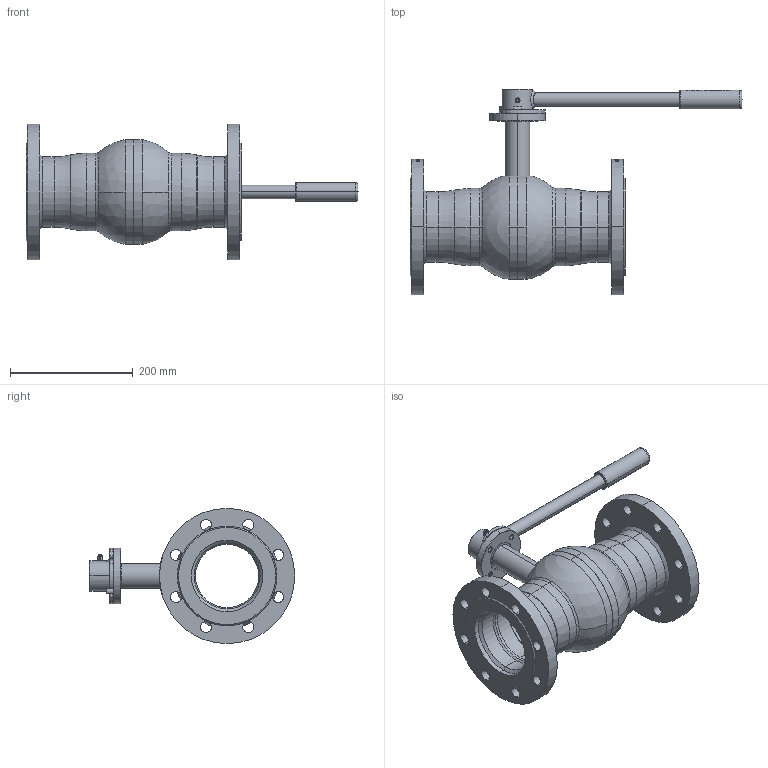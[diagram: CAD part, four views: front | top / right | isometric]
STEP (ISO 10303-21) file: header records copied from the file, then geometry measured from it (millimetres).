
FILE_DESCRIPTION (( 'STEP AP214' ), '1' );
FILE_NAME ('8600416100 010.step', '2025-05-29T08:18:04', ( '' ), ( '' ), 'SwSTEP 2.0', 'SolidWorks 2023', '' );
FILE_SCHEMA (( 'AUTOMOTIVE_DESIGN' ));
Length unit declared in the file: millimetre
Products named in the file (1): 8600416100 010
Bounding box: 540.1 x 334.15 x 220 mm (x, y, z)
Surface area: 452597.8 mm2 (no closed solid volume)
Topology: 0 solids, 69 shells, 369 faces, 1928 edges, 1586 vertices
Faces by surface type: cylinder 185, cone 68, plane 59, torus 32, bspline 19, sphere 6
Entity records: 33369 total; most frequent: CARTESIAN_POINT 19468, DIRECTION 2641, ORIENTED_EDGE 2579, EDGE_CURVE 1928, VERTEX_POINT 1586, AXIS2_PLACEMENT_3D 1048, CIRCLE 697, B_SPLINE_CURVE_WITH_KNOTS 560
